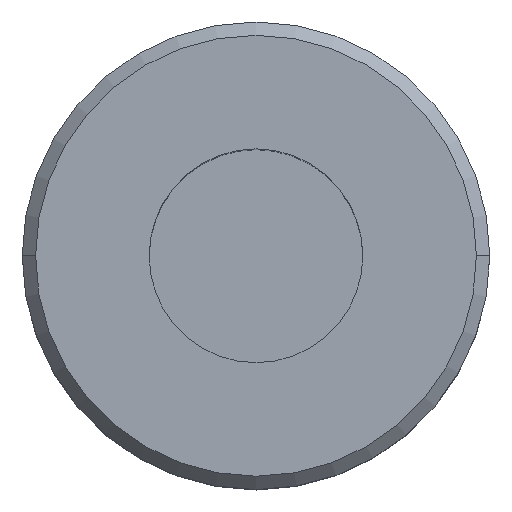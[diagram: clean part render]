
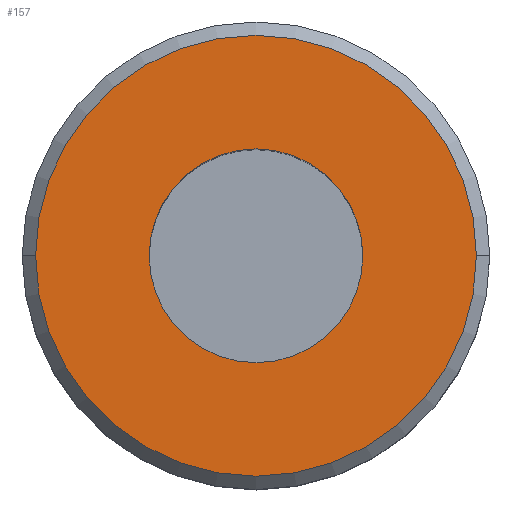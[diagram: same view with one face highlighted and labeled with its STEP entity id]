
A CAD part, top view. The second image highlights one B-rep face of the part: STEP entity #157.
In plain terms, the highlighted planar face has unit normal (0, 0, 1).
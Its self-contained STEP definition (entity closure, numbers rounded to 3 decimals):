
#1 = CIRCLE ( 'NONE', #604, 8. ) ;
#4 = FACE_OUTER_BOUND ( 'NONE', #266, .T. ) ;
#21 = DIRECTION ( 'NONE',  ( -1., 0., 0. ) ) ;
#38 = CIRCLE ( 'NONE', #544, 8. ) ;
#50 = CARTESIAN_POINT ( 'NONE',  ( 0., 16.5, 150. ) ) ;
#75 = DIRECTION ( 'NONE',  ( 0., 0., 1. ) ) ;
#76 = VERTEX_POINT ( 'NONE', #180 ) ;
#79 = VERTEX_POINT ( 'NONE', #310 ) ;
#118 = ORIENTED_EDGE ( 'NONE', *, *, #195, .F. ) ;
#134 = FACE_BOUND ( 'NONE', #348, .T. ) ;
#141 = CARTESIAN_POINT ( 'NONE',  ( 0., 0., 150. ) ) ;
#157 = ADVANCED_FACE ( 'NONE', ( #134, #4 ), #839, .T. ) ;
#172 = AXIS2_PLACEMENT_3D ( 'NONE', #690, #621, #499 ) ;
#180 = CARTESIAN_POINT ( 'NONE',  ( -16.5, 0., 150. ) ) ;
#188 = CARTESIAN_POINT ( 'NONE',  ( -8., 0., 150. ) ) ;
#190 = VERTEX_POINT ( 'NONE', #188 ) ;
#193 = DIRECTION ( 'NONE',  ( 1., 0., 0. ) ) ;
#194 = AXIS2_PLACEMENT_3D ( 'NONE', #50, #527, #586 ) ;
#195 = EDGE_CURVE ( 'NONE', #190, #79, #38, .T. ) ;
#266 = EDGE_LOOP ( 'NONE', ( #793, #643 ) ) ;
#310 = CARTESIAN_POINT ( 'NONE',  ( 8., 0., 150. ) ) ;
#348 = EDGE_LOOP ( 'NONE', ( #408, #118 ) ) ;
#351 = DIRECTION ( 'NONE',  ( 0., 0., -1. ) ) ;
#388 = EDGE_CURVE ( 'NONE', #76, #588, #657, .T. ) ;
#404 = CARTESIAN_POINT ( 'NONE',  ( 0., 0., 150. ) ) ;
#408 = ORIENTED_EDGE ( 'NONE', *, *, #578, .F. ) ;
#424 = CARTESIAN_POINT ( 'NONE',  ( 0., 0., 150. ) ) ;
#499 = DIRECTION ( 'NONE',  ( -1., 0., 0. ) ) ;
#527 = DIRECTION ( 'NONE',  ( 0., 0., 1. ) ) ;
#544 = AXIS2_PLACEMENT_3D ( 'NONE', #404, #780, #193 ) ;
#545 = CARTESIAN_POINT ( 'NONE',  ( 16.5, 0., 150. ) ) ;
#578 = EDGE_CURVE ( 'NONE', #79, #190, #1, .T. ) ;
#586 = DIRECTION ( 'NONE',  ( 1., 0., 0. ) ) ;
#588 = VERTEX_POINT ( 'NONE', #545 ) ;
#592 = CIRCLE ( 'NONE', #172, 16.5 ) ;
#604 = AXIS2_PLACEMENT_3D ( 'NONE', #141, #75, #736 ) ;
#621 = DIRECTION ( 'NONE',  ( 0., 0., -1. ) ) ;
#623 = EDGE_CURVE ( 'NONE', #588, #76, #592, .T. ) ;
#643 = ORIENTED_EDGE ( 'NONE', *, *, #623, .F. ) ;
#657 = CIRCLE ( 'NONE', #850, 16.5 ) ;
#690 = CARTESIAN_POINT ( 'NONE',  ( 0., 0., 150. ) ) ;
#736 = DIRECTION ( 'NONE',  ( 1., 0., 0. ) ) ;
#780 = DIRECTION ( 'NONE',  ( 0., 0., 1. ) ) ;
#793 = ORIENTED_EDGE ( 'NONE', *, *, #388, .F. ) ;
#839 = PLANE ( 'NONE',  #194 ) ;
#850 = AXIS2_PLACEMENT_3D ( 'NONE', #424, #351, #21 ) ;
